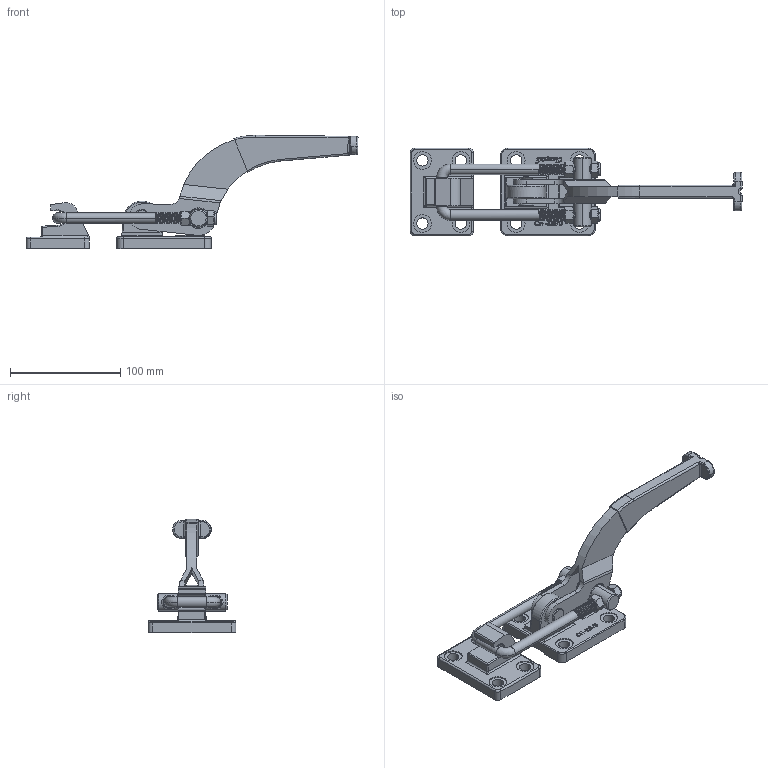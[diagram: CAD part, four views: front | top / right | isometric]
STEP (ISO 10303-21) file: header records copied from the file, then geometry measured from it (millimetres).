
FILE_DESCRIPTION (( 'STEP AP203' ), '1' );
FILE_NAME ('CH-40370.STEP', '2017-12-01T05:43:29', ( 'Windows' ), ( 'Microsoft' ), 'SwSTEP 2.0', 'SolidWorks 2015', '' );
FILE_SCHEMA (( 'CONFIG_CONTROL_DESIGN' ));
Length unit declared in the file: millimetre
Products named in the file (11): CH-40370-08; CH-40370-06; CH-40370-05 ROTOR; CH-40370-02 HOOK; 3-8-16 LOCK Nut; CH-40370-04 PERMANENT SEAT; CH-40370-01 BASE; 3-8-16 Nut; CH-40370-03 HANDLE; CH-40370; CH-40370-07
Assembly tree (12 placements, depth 2):
  CH-40370
    CH-40370-01 BASE
    CH-40370-03 HANDLE
    CH-40370-07
    CH-40370-08
    CH-40370-06
    CH-40370-05 ROTOR
    CH-40370-02 HOOK
    3-8-16 LOCK Nut  x2
    CH-40370-04 PERMANENT SEAT
    3-8-16 Nut  x2
Bounding box: 300.54 x 79.4 x 102.53 mm (x, y, z)
Volume: 241937.4 mm3; surface area: 84855.4 mm2
Topology: 12 solids, 12 shells, 1908 faces, 5111 edges, 3259 vertices
Faces by surface type: plane 882, cylinder 701, bspline 209, cone 71, torus 36, sphere 9
Entity records: 74958 total; most frequent: CARTESIAN_POINT 30141, ORIENTED_EDGE 9838, DIRECTION 8334, EDGE_CURVE 4919, VERTEX_POINT 3138, AXIS2_PLACEMENT_3D 3025, VECTOR 2284, LINE 2284
